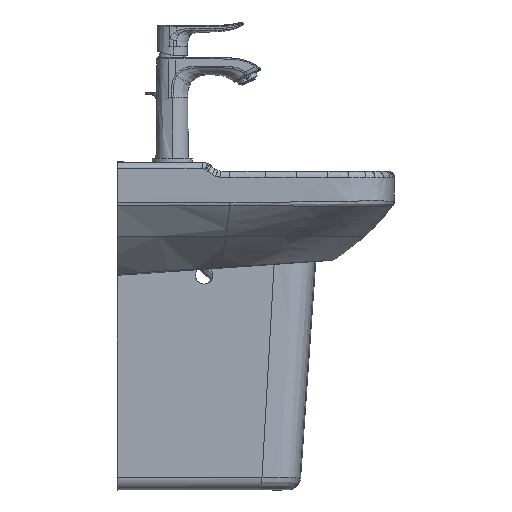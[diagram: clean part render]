
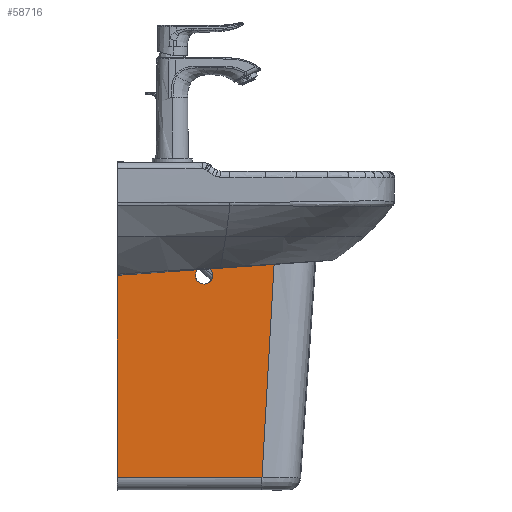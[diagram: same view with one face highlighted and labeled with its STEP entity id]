
A CAD part, front view. The second image highlights one B-rep face of the part: STEP entity #58716.
In plain terms, the highlighted planar face has unit normal (0.037, -0.999, -0.013).
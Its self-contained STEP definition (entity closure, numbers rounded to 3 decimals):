
#53964=CARTESIAN_POINT('',(0.,-82.381,-121.015));
#53965=VERTEX_POINT('',#53964);
#53972=CARTESIAN_POINT('',(181.783,-75.757,-117.842));
#53973=VERTEX_POINT('',#53972);
#53974=CARTESIAN_POINT('',(181.783,-75.757,-117.842));
#53975=DIRECTION('',(-0.999,-0.036,-0.017));
#53976=VECTOR('',#53975,181.931);
#53977=LINE('',#53974,#53976);
#53978=EDGE_CURVE('',#53973,#53965,#53977,.T.);
#54462=CARTESIAN_POINT('',(166.813,-72.845,-382.196));
#54463=VERTEX_POINT('',#54462);
#54464=CARTESIAN_POINT('',(181.783,-75.757,-117.842));
#54465=DIRECTION('',(-0.057,0.011,-0.998));
#54466=VECTOR('',#54465,264.794);
#54467=LINE('',#54464,#54466);
#54468=EDGE_CURVE('',#53973,#54463,#54467,.T.);
#58488=CARTESIAN_POINT('',(0.0,-78.962,-382.196));
#58489=VERTEX_POINT('',#58488);
#58497=CARTESIAN_POINT('',(0.0,-78.962,-382.196));
#58498=DIRECTION('',(0.0,-0.013,1.));
#58499=VECTOR('',#58498,261.204);
#58500=LINE('',#58497,#58499);
#58501=EDGE_CURVE('',#58489,#53965,#58500,.T.);
#58564=CARTESIAN_POINT('',(0.,-78.962,-382.196));
#58565=DIRECTION('',(0.999,0.037,0.));
#58566=VECTOR('',#58565,166.925);
#58567=LINE('',#58564,#58566);
#58568=EDGE_CURVE('',#54463,#58489,#58567,.F.);
#58694=CARTESIAN_POINT('',(47.142,-78.741,-267.));
#58695=DIRECTION('',(0.037,-0.999,-0.013));
#58696=DIRECTION('',(0.0,0.013,-1.));
#58697=AXIS2_PLACEMENT_3D('',#58694,#58695,#58696);
#58698=PLANE('',#58697);
#58699=ORIENTED_EDGE('',*,*,#54468,.F.);
#58700=ORIENTED_EDGE('',*,*,#53978,.T.);
#58701=ORIENTED_EDGE('',*,*,#58501,.F.);
#58702=ORIENTED_EDGE('',*,*,#58568,.F.);
#58703=EDGE_LOOP('',(#58699,#58700,#58701,#58702));
#58704=FACE_OUTER_BOUND('',#58703,.T.);
#58705=CARTESIAN_POINT('',(90.0,-78.711,-149.274));
#58706=VERTEX_POINT('',#58705);
#58707=CARTESIAN_POINT('',(100.0,-78.344,-149.274));
#58708=DIRECTION('',(-0.037,0.999,0.013));
#58709=DIRECTION('',(-0.941,-0.039,0.336));
#58710=AXIS2_PLACEMENT_3D('',#58707,#58708,#58709);
#58711=ELLIPSE('',#58710,10.008,10.0);
#58712=EDGE_CURVE('',#58706,#58706,#58711,.T.);
#58713=ORIENTED_EDGE('',*,*,#58712,.T.);
#58714=EDGE_LOOP('',(#58713));
#58715=FACE_BOUND('',#58714,.T.);
#58716=ADVANCED_FACE('',(#58704,#58715),#58698,.T.);
